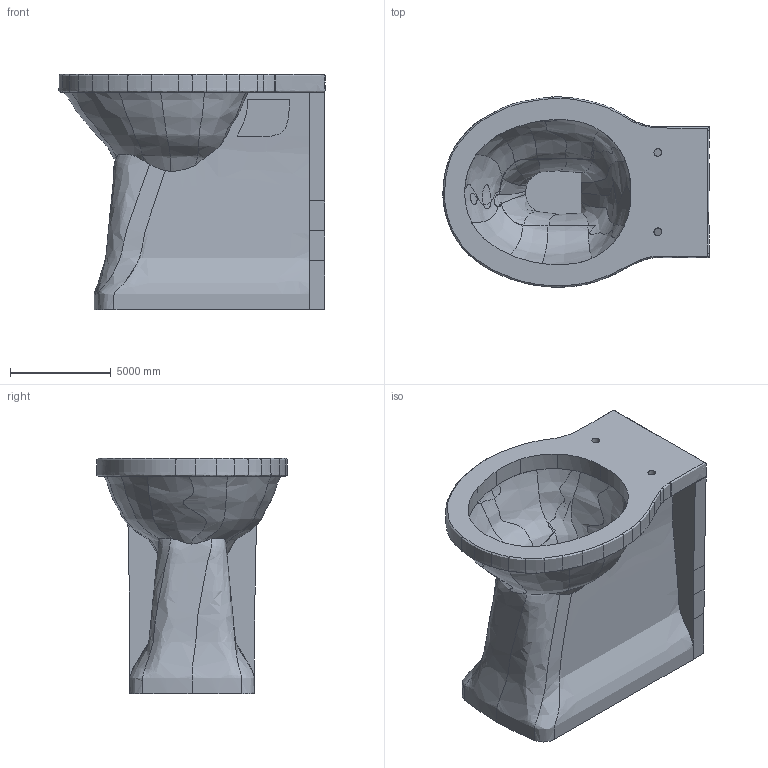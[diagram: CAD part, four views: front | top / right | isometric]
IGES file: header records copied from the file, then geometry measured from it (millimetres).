
Global section: file name: ARC6 BTW pan; native system: AutoCAD 2016 - English; preprocessor: Autodesk Translation Framework DWG producer (atf_dwg_producer); organization: unknown; date: 20170207.111440; units: inch
Bounding box: 13223.11 x 9461.43 x 11684 mm (x, y, z)
Volume: 451442355138.3 mm3; surface area: 785623754.9 mm2
Topology: 1 solids, 1 shells, 159 faces, 473 edges, 322 vertices
Faces by surface type: bspline 159
